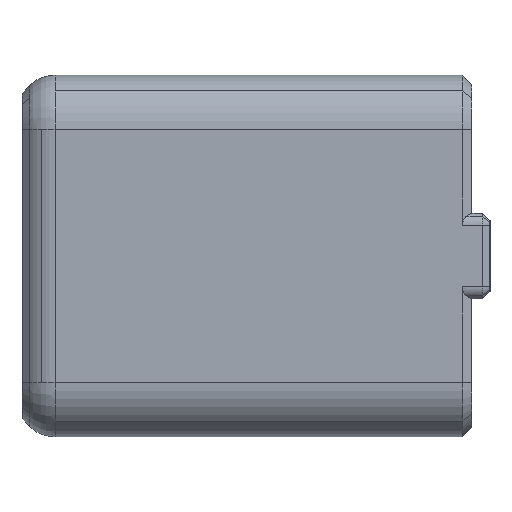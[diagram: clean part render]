
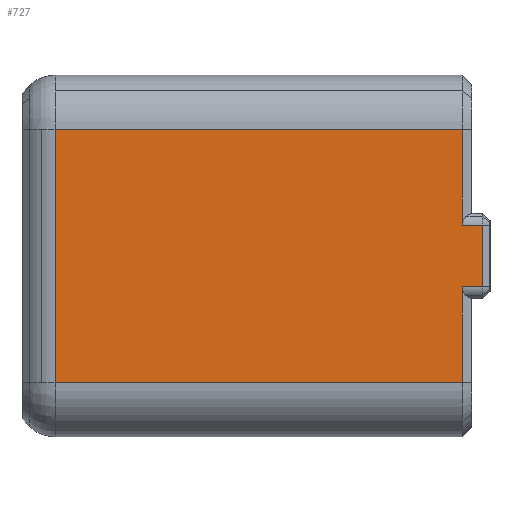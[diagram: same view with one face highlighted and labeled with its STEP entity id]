
A CAD part, left-side view. The second image highlights one B-rep face of the part: STEP entity #727.
In plain terms, the highlighted planar face has unit normal (-1, 0, 0).
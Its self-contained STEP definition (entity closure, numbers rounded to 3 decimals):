
#55 = CARTESIAN_POINT ( 'NONE',  ( -34.241, 4.16, 1.371 ) ) ;
#84 = DIRECTION ( 'NONE',  ( 0., 0., 1. ) ) ;
#127 = EDGE_LOOP ( 'NONE', ( #695, #3965, #384, #7087, #7033, #4205, #3890, #4253 ) ) ;
#223 = LINE ( 'NONE', #2700, #5338 ) ;
#384 = ORIENTED_EDGE ( 'NONE', *, *, #4242, .T. ) ;
#460 = VERTEX_POINT ( 'NONE', #55 ) ;
#469 = DIRECTION ( 'NONE',  ( 0., 0., -1. ) ) ;
#546 = CARTESIAN_POINT ( 'NONE',  ( -34.241, 4.16, 18.251 ) ) ;
#692 = CARTESIAN_POINT ( 'NONE',  ( -34.241, -2.365, 18.651 ) ) ;
#695 = ORIENTED_EDGE ( 'NONE', *, *, #2738, .T. ) ;
#727 = ADVANCED_FACE ( 'NONE', ( #3485 ), #3450, .T. ) ;
#764 = CARTESIAN_POINT ( 'NONE',  ( -34.241, -6.34, 18.251 ) ) ;
#1062 = EDGE_CURVE ( 'NONE', #460, #4803, #7176, .T. ) ;
#1163 = VERTEX_POINT ( 'NONE', #4266 ) ;
#1257 = VECTOR ( 'NONE', #2173, 1000. ) ;
#1337 = VERTEX_POINT ( 'NONE', #3310 ) ;
#1445 = VERTEX_POINT ( 'NONE', #3658 ) ;
#1580 = CARTESIAN_POINT ( 'NONE',  ( -34.241, -9.307, 18.251 ) ) ;
#1669 = VERTEX_POINT ( 'NONE', #5749 ) ;
#1781 = DIRECTION ( 'NONE',  ( -1., 0., 0. ) ) ;
#2047 = VECTOR ( 'NONE', #5573, 1000. ) ;
#2099 = DIRECTION ( 'NONE',  ( 0., 0., -1. ) ) ;
#2173 = DIRECTION ( 'NONE',  ( 0., -1., 0. ) ) ;
#2372 = VECTOR ( 'NONE', #4914, 1000. ) ;
#2700 = CARTESIAN_POINT ( 'NONE',  ( -34.241, 0.185, 18.651 ) ) ;
#2720 = EDGE_CURVE ( 'NONE', #1669, #460, #3205, .T. ) ;
#2738 = EDGE_CURVE ( 'NONE', #1337, #3308, #6106, .T. ) ;
#2762 = CARTESIAN_POINT ( 'NONE',  ( -34.241, -2.365, 19.101 ) ) ;
#2816 = VECTOR ( 'NONE', #3303, 1000. ) ;
#3058 = CARTESIAN_POINT ( 'NONE',  ( -34.241, -4.84, 19.101 ) ) ;
#3142 = LINE ( 'NONE', #3058, #2047 ) ;
#3205 = LINE ( 'NONE', #6273, #2372 ) ;
#3235 = AXIS2_PLACEMENT_3D ( 'NONE', #6523, #1781, #6551 ) ;
#3238 = VECTOR ( 'NONE', #5424, 1000. ) ;
#3303 = DIRECTION ( 'NONE',  ( 0., -1., 0. ) ) ;
#3308 = VERTEX_POINT ( 'NONE', #2762 ) ;
#3310 = CARTESIAN_POINT ( 'NONE',  ( -34.241, -2.365, 18.251 ) ) ;
#3382 = CARTESIAN_POINT ( 'NONE',  ( -34.241, -9.307, 18.251 ) ) ;
#3450 = PLANE ( 'NONE',  #3235 ) ;
#3485 = FACE_OUTER_BOUND ( 'NONE', #127, .T. ) ;
#3626 = CARTESIAN_POINT ( 'NONE',  ( -34.241, -6.34, 18.75 ) ) ;
#3658 = CARTESIAN_POINT ( 'NONE',  ( -34.241, 0.185, 18.251 ) ) ;
#3890 = ORIENTED_EDGE ( 'NONE', *, *, #7008, .F. ) ;
#3965 = ORIENTED_EDGE ( 'NONE', *, *, #7020, .T. ) ;
#4008 = VERTEX_POINT ( 'NONE', #764 ) ;
#4205 = ORIENTED_EDGE ( 'NONE', *, *, #2720, .F. ) ;
#4242 = EDGE_CURVE ( 'NONE', #1163, #1445, #223, .T. ) ;
#4253 = ORIENTED_EDGE ( 'NONE', *, *, #6341, .F. ) ;
#4260 = LINE ( 'NONE', #3626, #5869 ) ;
#4266 = CARTESIAN_POINT ( 'NONE',  ( -34.241, 0.185, 19.101 ) ) ;
#4803 = VERTEX_POINT ( 'NONE', #546 ) ;
#4914 = DIRECTION ( 'NONE',  ( 0., 1., 0. ) ) ;
#5338 = VECTOR ( 'NONE', #2099, 1000. ) ;
#5424 = DIRECTION ( 'NONE',  ( 0., 0., 1. ) ) ;
#5573 = DIRECTION ( 'NONE',  ( 0., 1., 0. ) ) ;
#5749 = CARTESIAN_POINT ( 'NONE',  ( -34.241, -6.34, 1.371 ) ) ;
#5869 = VECTOR ( 'NONE', #469, 1000. ) ;
#6106 = LINE ( 'NONE', #692, #7594 ) ;
#6273 = CARTESIAN_POINT ( 'NONE',  ( -34.241, -6.715, 1.371 ) ) ;
#6341 = EDGE_CURVE ( 'NONE', #1337, #4008, #7627, .T. ) ;
#6523 = CARTESIAN_POINT ( 'NONE',  ( -34.241, -8.59, 20.75 ) ) ;
#6551 = DIRECTION ( 'NONE',  ( 0., -1., 0. ) ) ;
#7008 = EDGE_CURVE ( 'NONE', #4008, #1669, #4260, .T. ) ;
#7020 = EDGE_CURVE ( 'NONE', #3308, #1163, #3142, .T. ) ;
#7033 = ORIENTED_EDGE ( 'NONE', *, *, #1062, .F. ) ;
#7087 = ORIENTED_EDGE ( 'NONE', *, *, #7178, .F. ) ;
#7176 = LINE ( 'NONE', #7265, #3238 ) ;
#7178 = EDGE_CURVE ( 'NONE', #4803, #1445, #7444, .T. ) ;
#7265 = CARTESIAN_POINT ( 'NONE',  ( -34.241, 4.16, 16.651 ) ) ;
#7444 = LINE ( 'NONE', #3382, #2816 ) ;
#7594 = VECTOR ( 'NONE', #84, 1000. ) ;
#7627 = LINE ( 'NONE', #1580, #1257 ) ;
